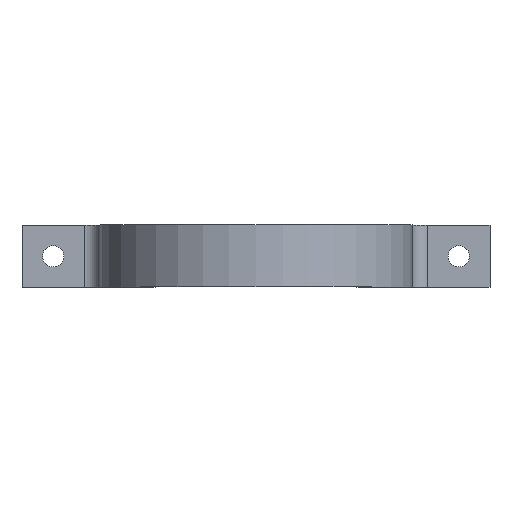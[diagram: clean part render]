
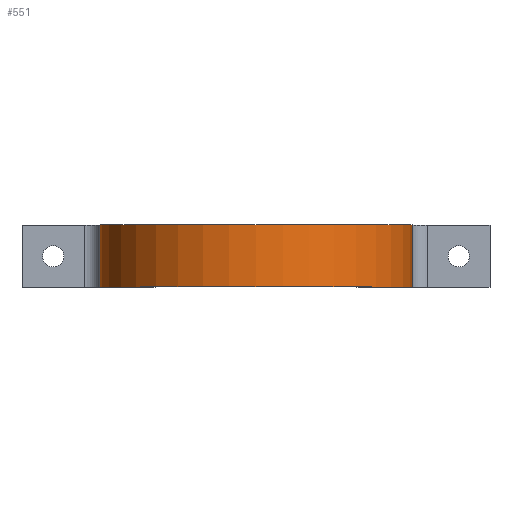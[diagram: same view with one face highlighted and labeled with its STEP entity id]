
A CAD part, top view. The second image highlights one B-rep face of the part: STEP entity #551.
In plain terms, the highlighted cylindrical face has radius 30 mm (diameter 60 mm), a partial arc.
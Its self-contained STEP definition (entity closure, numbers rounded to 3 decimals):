
#140 = VERTEX_POINT('',#141);
#141 = CARTESIAN_POINT('',(30.,0.,34.));
#147 = EDGE_CURVE('',#140,#148,#150,.T.);
#148 = VERTEX_POINT('',#149);
#149 = CARTESIAN_POINT('',(-30.,0.,34.));
#150 = CIRCLE('',#151,30.);
#151 = AXIS2_PLACEMENT_3D('',#152,#153,#154);
#152 = CARTESIAN_POINT('',(0.,0.,34.));
#153 = DIRECTION('',(0.,-1.,0.));
#154 = DIRECTION('',(1.,0.,0.));
#263 = VERTEX_POINT('',#264);
#264 = CARTESIAN_POINT('',(-30.,-12.,34.));
#270 = EDGE_CURVE('',#271,#263,#273,.T.);
#271 = VERTEX_POINT('',#272);
#272 = CARTESIAN_POINT('',(30.,-12.,34.));
#273 = CIRCLE('',#274,30.);
#274 = AXIS2_PLACEMENT_3D('',#275,#276,#277);
#275 = CARTESIAN_POINT('',(0.,-12.,34.));
#276 = DIRECTION('',(0.,-1.,0.));
#277 = DIRECTION('',(1.,0.,0.));
#540 = EDGE_CURVE('',#140,#271,#541,.T.);
#541 = LINE('',#542,#543);
#542 = CARTESIAN_POINT('',(30.,0.,34.));
#543 = VECTOR('',#544,1.);
#544 = DIRECTION('',(0.,-1.,0.));
#551 = ADVANCED_FACE('',(#552),#563,.T.);
#552 = FACE_BOUND('',#553,.F.);
#553 = EDGE_LOOP('',(#554,#555,#556,#562));
#554 = ORIENTED_EDGE('',*,*,#540,.T.);
#555 = ORIENTED_EDGE('',*,*,#270,.T.);
#556 = ORIENTED_EDGE('',*,*,#557,.F.);
#557 = EDGE_CURVE('',#148,#263,#558,.T.);
#558 = LINE('',#559,#560);
#559 = CARTESIAN_POINT('',(-30.,0.,34.));
#560 = VECTOR('',#561,1.);
#561 = DIRECTION('',(0.,-1.,0.));
#562 = ORIENTED_EDGE('',*,*,#147,.F.);
#563 = CYLINDRICAL_SURFACE('',#564,30.);
#564 = AXIS2_PLACEMENT_3D('',#565,#566,#567);
#565 = CARTESIAN_POINT('',(0.,0.,34.));
#566 = DIRECTION('',(0.,1.,0.));
#567 = DIRECTION('',(1.,0.,0.));
